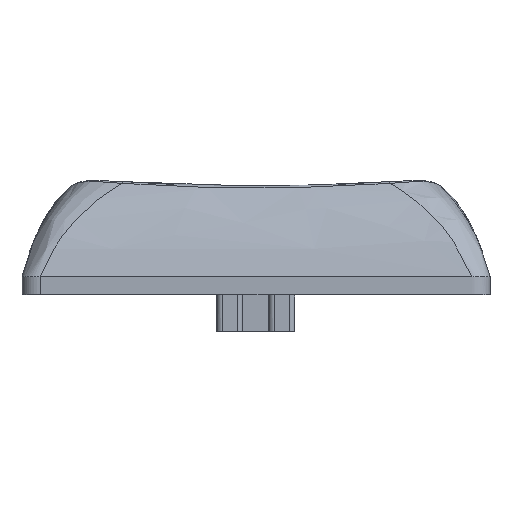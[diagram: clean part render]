
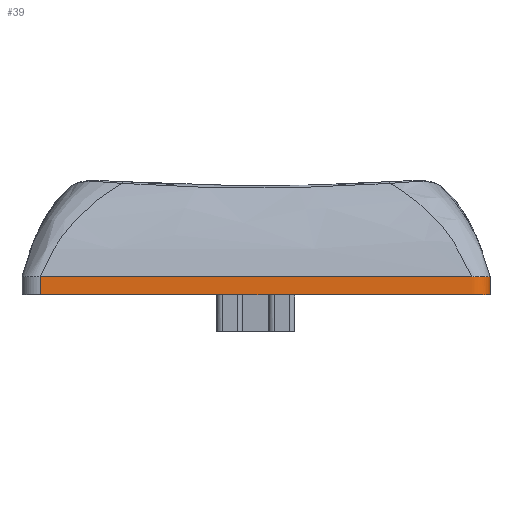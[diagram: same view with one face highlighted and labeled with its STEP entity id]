
A CAD part, left-side view. The second image highlights one B-rep face of the part: STEP entity #39.
In plain terms, the highlighted free-form (B-spline) face has degree [1, 2] with [2, 9] control points.
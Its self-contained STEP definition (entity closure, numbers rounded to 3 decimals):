
#39=ADVANCED_FACE('',(#165),#1994,.T.);
#165=FACE_OUTER_BOUND('',#291,.T.);
#291=EDGE_LOOP('',(#540,#541,#542,#543,#544,#545,#546));
#540=ORIENTED_EDGE('',*,*,#1418,.T.);
#541=ORIENTED_EDGE('',*,*,#1247,.T.);
#542=ORIENTED_EDGE('',*,*,#1248,.T.);
#543=ORIENTED_EDGE('',*,*,#1249,.T.);
#544=ORIENTED_EDGE('',*,*,#1250,.T.);
#545=ORIENTED_EDGE('',*,*,#1216,.F.);
#546=ORIENTED_EDGE('',*,*,#1419,.F.);
#1216=EDGE_CURVE('',#1856,#1857,#1475,.T.);
#1247=EDGE_CURVE('',#1878,#1879,#1506,.T.);
#1248=EDGE_CURVE('',#1879,#1880,#1507,.T.);
#1249=EDGE_CURVE('',#1880,#1881,#1508,.T.);
#1250=EDGE_CURVE('',#1881,#1857,#1509,.T.);
#1418=EDGE_CURVE('',#1982,#1878,#1548,.T.);
#1419=EDGE_CURVE('',#1982,#1856,#1549,.T.);
#1475=(
BOUNDED_CURVE()
B_SPLINE_CURVE(1,(#6059,#6060),.UNSPECIFIED.,.F.,.F.)
B_SPLINE_CURVE_WITH_KNOTS((2,2),(0.,0.7),.UNSPECIFIED.)
CURVE()
GEOMETRIC_REPRESENTATION_ITEM()
RATIONAL_B_SPLINE_CURVE((1.,1.))
REPRESENTATION_ITEM('')
);
#1506=(
BOUNDED_CURVE()
B_SPLINE_CURVE(2,(#6275,#6276,#6277),.UNSPECIFIED.,.F.,.F.)
B_SPLINE_CURVE_WITH_KNOTS((3,3),(44.899,45.999),
 .UNSPECIFIED.)
CURVE()
GEOMETRIC_REPRESENTATION_ITEM()
RATIONAL_B_SPLINE_CURVE((1.,0.707,1.))
REPRESENTATION_ITEM('')
);
#1507=(
BOUNDED_CURVE()
B_SPLINE_CURVE(2,(#6278,#6279,#6280),.UNSPECIFIED.,.F.,.F.)
B_SPLINE_CURVE_WITH_KNOTS((3,3),(45.999,72.099),
 .UNSPECIFIED.)
CURVE()
GEOMETRIC_REPRESENTATION_ITEM()
RATIONAL_B_SPLINE_CURVE((1.,1.,1.))
REPRESENTATION_ITEM('')
);
#1508=(
BOUNDED_CURVE()
B_SPLINE_CURVE(2,(#6281,#6282,#6283),.UNSPECIFIED.,.F.,.F.)
B_SPLINE_CURVE_WITH_KNOTS((3,3),(72.099,73.198),
 .UNSPECIFIED.)
CURVE()
GEOMETRIC_REPRESENTATION_ITEM()
RATIONAL_B_SPLINE_CURVE((1.,0.707,1.))
REPRESENTATION_ITEM('')
);
#1509=(
BOUNDED_CURVE()
B_SPLINE_CURVE(2,(#6284,#6285,#6286),.UNSPECIFIED.,.F.,.F.)
B_SPLINE_CURVE_WITH_KNOTS((3,3),(73.198,89.798),
 .UNSPECIFIED.)
CURVE()
GEOMETRIC_REPRESENTATION_ITEM()
RATIONAL_B_SPLINE_CURVE((1.,1.,1.))
REPRESENTATION_ITEM('')
);
#1548=(
BOUNDED_CURVE()
B_SPLINE_CURVE(1,(#7294,#7295),.UNSPECIFIED.,.F.,.F.)
B_SPLINE_CURVE_WITH_KNOTS((2,2),(0.,0.7),.UNSPECIFIED.)
CURVE()
GEOMETRIC_REPRESENTATION_ITEM()
RATIONAL_B_SPLINE_CURVE((1.,1.))
REPRESENTATION_ITEM('')
);
#1549=(
BOUNDED_CURVE()
B_SPLINE_CURVE(2,(#7296,#7297,#7298,#7299,#7300,#7301,#7302,#7303,#7304),
 .UNSPECIFIED.,.F.,.F.)
B_SPLINE_CURVE_WITH_KNOTS((3,2,2,2,3),(44.899,45.999,
72.099,73.198,89.798),.UNSPECIFIED.)
CURVE()
GEOMETRIC_REPRESENTATION_ITEM()
RATIONAL_B_SPLINE_CURVE((1.,0.707,1.,1.,1.,0.707,
1.,1.,1.))
REPRESENTATION_ITEM('')
);
#1856=VERTEX_POINT('',#5623);
#1857=VERTEX_POINT('',#5624);
#1878=VERTEX_POINT('',#5645);
#1879=VERTEX_POINT('',#5646);
#1880=VERTEX_POINT('',#5647);
#1881=VERTEX_POINT('',#5648);
#1982=VERTEX_POINT('',#5749);
#1994=(
BOUNDED_SURFACE()
B_SPLINE_SURFACE(1,2,((#2419,#2420,#2421,#2422,#2423,#2424,#2425,#2426,
#2427),(#2428,#2429,#2430,#2431,#2432,#2433,#2434,#2435,#2436)),
 .UNSPECIFIED.,.F.,.F.,.F.)
B_SPLINE_SURFACE_WITH_KNOTS((2,2),(3,2,2,2,3),(0.,0.7),(44.899,
45.999,72.099,73.198,89.798),
 .UNSPECIFIED.)
GEOMETRIC_REPRESENTATION_ITEM()
RATIONAL_B_SPLINE_SURFACE(((1.,0.707,1.,1.,1.,0.707,
1.,1.,1.),(1.,0.707,1.,1.,1.,0.707,1.,1.,1.)))
REPRESENTATION_ITEM('')
SURFACE()
);
#2419=CARTESIAN_POINT('',(73.,68.7,-0.4));
#2420=CARTESIAN_POINT('',(73.,68.,-0.4));
#2421=CARTESIAN_POINT('',(72.3,68.,-0.4));
#2422=CARTESIAN_POINT('',(59.25,68.,-0.4));
#2423=CARTESIAN_POINT('',(46.2,68.,-0.4));
#2424=CARTESIAN_POINT('',(45.5,68.,-0.4));
#2425=CARTESIAN_POINT('',(45.5,68.7,-0.4));
#2426=CARTESIAN_POINT('',(45.5,77.,-0.4));
#2427=CARTESIAN_POINT('',(45.5,85.3,-0.4));
#2428=CARTESIAN_POINT('',(73.,68.7,0.3));
#2429=CARTESIAN_POINT('',(73.,68.,0.3));
#2430=CARTESIAN_POINT('',(72.3,68.,0.3));
#2431=CARTESIAN_POINT('',(59.25,68.,0.3));
#2432=CARTESIAN_POINT('',(46.2,68.,0.3));
#2433=CARTESIAN_POINT('',(45.5,68.,0.3));
#2434=CARTESIAN_POINT('',(45.5,68.7,0.3));
#2435=CARTESIAN_POINT('',(45.5,77.,0.3));
#2436=CARTESIAN_POINT('',(45.5,85.3,0.3));
#5623=CARTESIAN_POINT('',(45.5,85.3,-0.4));
#5624=CARTESIAN_POINT('',(45.5,85.3,0.3));
#5645=CARTESIAN_POINT('',(73.,68.7,0.3));
#5646=CARTESIAN_POINT('',(72.3,68.,0.3));
#5647=CARTESIAN_POINT('',(46.2,68.,0.3));
#5648=CARTESIAN_POINT('',(45.5,68.7,0.3));
#5749=CARTESIAN_POINT('',(73.,68.7,-0.4));
#6059=CARTESIAN_POINT('',(45.5,85.3,-0.4));
#6060=CARTESIAN_POINT('',(45.5,85.3,0.3));
#6275=CARTESIAN_POINT('',(73.,68.7,0.3));
#6276=CARTESIAN_POINT('',(73.,68.,0.3));
#6277=CARTESIAN_POINT('',(72.3,68.,0.3));
#6278=CARTESIAN_POINT('',(72.3,68.,0.3));
#6279=CARTESIAN_POINT('',(59.25,68.,0.3));
#6280=CARTESIAN_POINT('',(46.2,68.,0.3));
#6281=CARTESIAN_POINT('',(46.2,68.,0.3));
#6282=CARTESIAN_POINT('',(45.5,68.,0.3));
#6283=CARTESIAN_POINT('',(45.5,68.7,0.3));
#6284=CARTESIAN_POINT('',(45.5,68.7,0.3));
#6285=CARTESIAN_POINT('',(45.5,77.,0.3));
#6286=CARTESIAN_POINT('',(45.5,85.3,0.3));
#7294=CARTESIAN_POINT('',(73.,68.7,-0.4));
#7295=CARTESIAN_POINT('',(73.,68.7,0.3));
#7296=CARTESIAN_POINT('',(73.,68.7,-0.4));
#7297=CARTESIAN_POINT('',(73.,68.,-0.4));
#7298=CARTESIAN_POINT('',(72.3,68.,-0.4));
#7299=CARTESIAN_POINT('',(59.25,68.,-0.4));
#7300=CARTESIAN_POINT('',(46.2,68.,-0.4));
#7301=CARTESIAN_POINT('',(45.5,68.,-0.4));
#7302=CARTESIAN_POINT('',(45.5,68.7,-0.4));
#7303=CARTESIAN_POINT('',(45.5,77.,-0.4));
#7304=CARTESIAN_POINT('',(45.5,85.3,-0.4));
